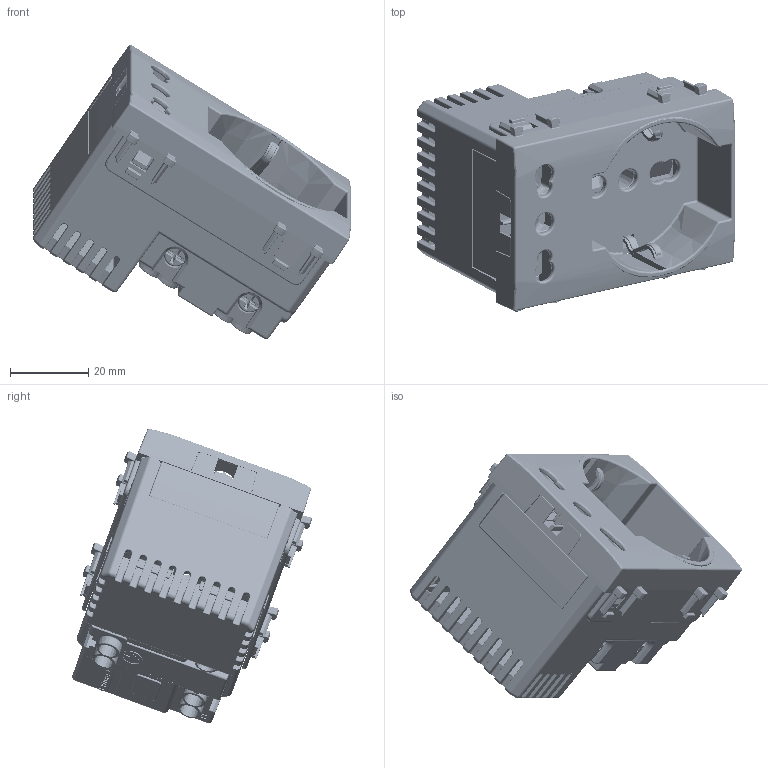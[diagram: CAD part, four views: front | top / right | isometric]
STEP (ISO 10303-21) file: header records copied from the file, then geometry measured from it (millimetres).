
FILE_DESCRIPTION(('CATIA V5 STEP Exchange'),'2;1');
FILE_NAME('','2024-02-15T10:58:32+00:00',('none'),('none'),'CATIA Version 5-6 Release 2016 SP6','CATIA V5 STEP AP203','none');
FILE_SCHEMA(('CONFIG_CONTROL_DESIGN'));
Products named in the file (1): 44@09015MB
Assembly tree (19 placements, depth 2):
  44@09015MB
    #57
    #89771
    #119905
    #153596
    #181444
    #191208
    #273211
    #283865
    #286129
    #291449
    #296769
    #332573  x2
    #344883  x3
    #346822  x3
Bounding box: 80.97 x 61.1 x 75.09 mm (x, y, z)
Volume: 37463.5 mm3; surface area: 64575.9 mm2
Topology: 19 solids, 19 shells, 8801 faces, 22320 edges, 12918 vertices
Faces by surface type: cylinder 3328, plane 2971, bspline 1219, sphere 600, cone 377, torus 286, revolution 20
Entity records: 347644 total; most frequent: CARTESIAN_POINT 177735, ORIENTED_EDGE 40442, DIRECTION 25165, EDGE_CURVE 20221, VERTEX_POINT 12012, AXIS2_PLACEMENT_3D 9933, VECTOR 9110, LINE 9110
